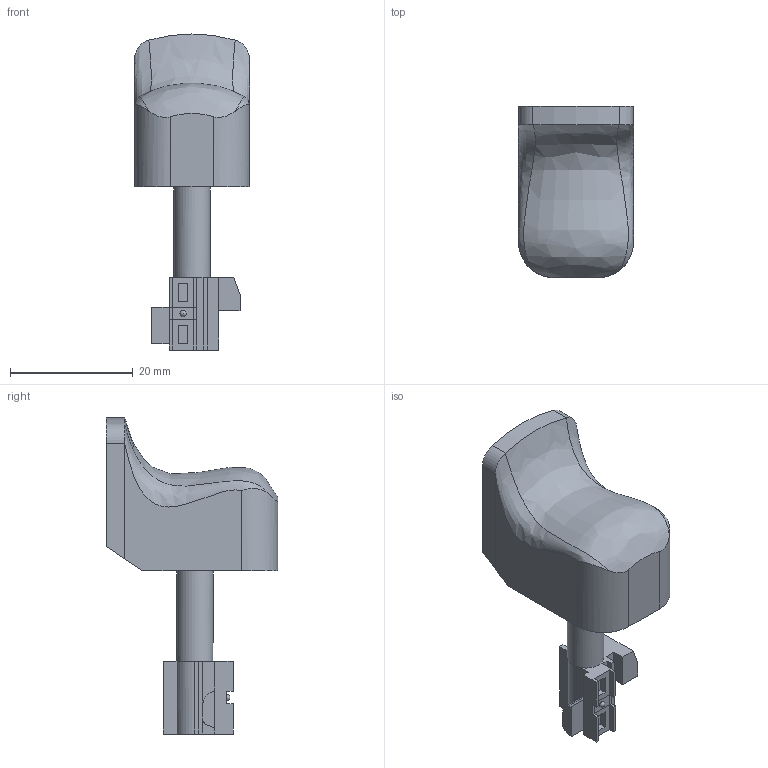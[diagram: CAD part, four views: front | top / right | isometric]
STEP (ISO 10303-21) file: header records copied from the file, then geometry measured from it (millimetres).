
FILE_DESCRIPTION(('FreeCAD Model'),'2;1');
FILE_NAME('Open CASCADE Shape Model','2025-03-06T13:45:40',(''),(''), 'Open CASCADE STEP processor 7.8','FreeCAD','Unknown');
FILE_SCHEMA(('AUTOMOTIVE_DESIGN { 1 0 10303 214 1 1 1 1 }'));
Length unit declared in the file: millimetre
Products named in the file (1): spring_tube_entrance_fillet
Bounding box: 18.76 x 27.97 x 51.54 mm (x, y, z)
Volume: 8334.1 mm3; surface area: 4337.2 mm2
Topology: 1 solids, 1 shells, 127 faces, 329 edges, 209 vertices
Faces by surface type: plane 93, bspline 19, cylinder 12, torus 2, sphere 1
Full cylindrical faces by diameter (mm): 5.08 x1, 5.905 x1
Entity records: 10349 total; most frequent: CARTESIAN_POINT 4193, DIRECTION 989, LINE 693, VECTOR 693, ORIENTED_EDGE 656, PCURVE 656, DEFINITIONAL_REPRESENTATION 656, EDGE_CURVE 328
